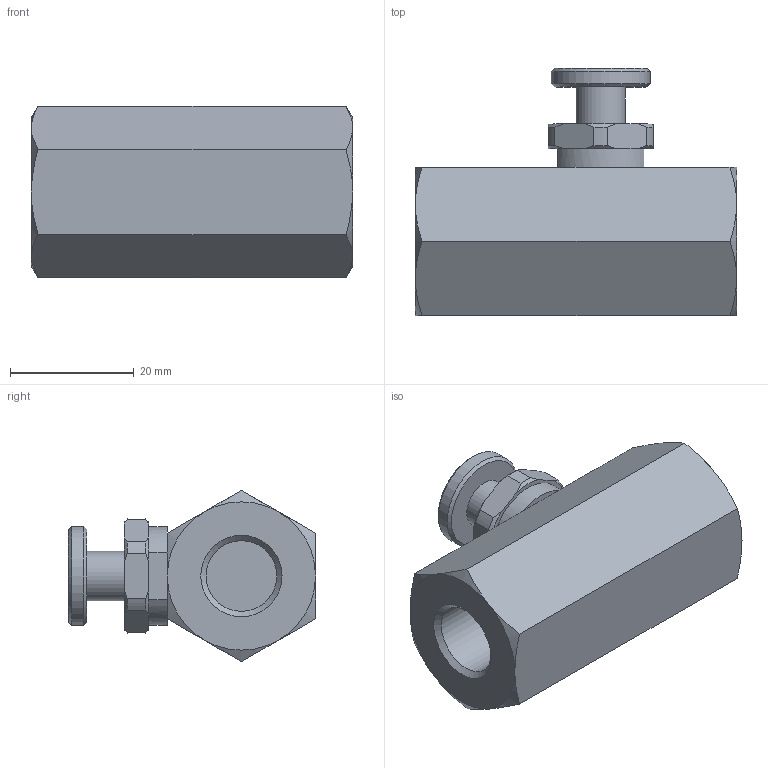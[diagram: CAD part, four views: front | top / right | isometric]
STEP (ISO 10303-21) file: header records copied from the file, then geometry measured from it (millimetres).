
FILE_DESCRIPTION(/* description */ ('STEP AP214'),/* implementation_level */ '2;1');
FILE_NAME(/* name */ '2109_GRO-1_4',/* time_stamp */ '2024-08-28T22:20:47+02:00',/* author */ ('License CC BY-ND 4.0'),/* organization */ ('CADENAS'),/* preprocessor_version */ 'ST-DEVELOPER v19.3',/* originating_system */ 'PARTsolutions',/* authorisation */ ' ');
FILE_SCHEMA (('AUTOMOTIVE_DESIGN {1 0 10303 214 3 1 1}'));
Length unit declared in the file: millimetre
Products named in the file (1): 2109 GRO-1/4
Bounding box: 52 x 40 x 27.71 mm (x, y, z)
Volume: 25242 mm3; surface area: 7390.2 mm2
Topology: 1 solids, 1 shells, 65 faces, 154 edges, 96 vertices
Faces by surface type: cone 28, plane 25, cylinder 12
Full cylindrical faces by diameter (mm): 8 x1, 11.445 x2, 16 x1
Entity records: 1902 total; most frequent: CARTESIAN_POINT 452, ORIENTED_EDGE 292, DIRECTION 286, EDGE_CURVE 146, AXIS2_PLACEMENT_3D 122, VERTEX_POINT 96, EDGE_LOOP 78, FACE_BOUND 78
